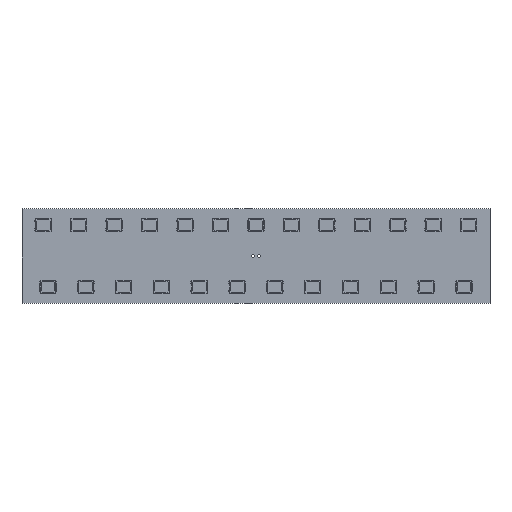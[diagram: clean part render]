
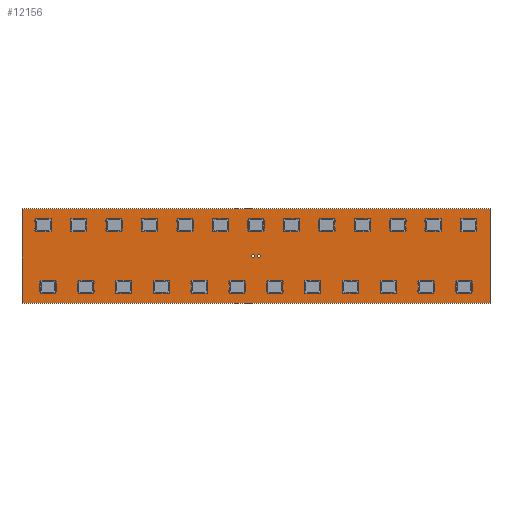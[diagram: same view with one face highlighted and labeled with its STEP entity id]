
A CAD part, top view. The second image highlights one B-rep face of the part: STEP entity #12156.
In plain terms, the highlighted planar face has unit normal (0, 0, 1).
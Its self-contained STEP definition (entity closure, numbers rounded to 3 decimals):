
#11799 = VERTEX_POINT('',#11800);
#11800 = CARTESIAN_POINT('',(155.,-140.,1.6));
#11807 = PLANE('',#11808);
#11808 = AXIS2_PLACEMENT_3D('',#11809,#11810,#11811);
#11809 = CARTESIAN_POINT('',(155.,-140.,0.));
#11810 = DIRECTION('',(1.,0.,-0.));
#11811 = DIRECTION('',(0.,-1.,0.));
#11819 = PLANE('',#11820);
#11820 = AXIS2_PLACEMENT_3D('',#11821,#11822,#11823);
#11821 = CARTESIAN_POINT('',(56.,-140.,0.));
#11822 = DIRECTION('',(0.,1.,0.));
#11823 = DIRECTION('',(1.,0.,0.));
#11831 = EDGE_CURVE('',#11799,#11832,#11834,.T.);
#11832 = VERTEX_POINT('',#11833);
#11833 = CARTESIAN_POINT('',(155.,-160.,1.6));
#11834 = SURFACE_CURVE('',#11835,(#11839,#11846),.PCURVE_S1.);
#11835 = LINE('',#11836,#11837);
#11836 = CARTESIAN_POINT('',(155.,-140.,1.6));
#11837 = VECTOR('',#11838,1.);
#11838 = DIRECTION('',(0.,-1.,0.));
#11839 = PCURVE('',#11807,#11840);
#11840 = DEFINITIONAL_REPRESENTATION('',(#11841),#11845);
#11841 = LINE('',#11842,#11843);
#11842 = CARTESIAN_POINT('',(0.,-1.6));
#11843 = VECTOR('',#11844,1.);
#11844 = DIRECTION('',(1.,0.));
#11845 = ( GEOMETRIC_REPRESENTATION_CONTEXT(2) 
PARAMETRIC_REPRESENTATION_CONTEXT() REPRESENTATION_CONTEXT('2D SPACE',''
  ) );
#11846 = PCURVE('',#11847,#11852);
#11847 = PLANE('',#11848);
#11848 = AXIS2_PLACEMENT_3D('',#11849,#11850,#11851);
#11849 = CARTESIAN_POINT('',(105.5,-150.,1.6));
#11850 = DIRECTION('',(-0.,-0.,-1.));
#11851 = DIRECTION('',(-1.,0.,0.));
#11852 = DEFINITIONAL_REPRESENTATION('',(#11853),#11857);
#11853 = LINE('',#11854,#11855);
#11854 = CARTESIAN_POINT('',(-49.5,10.));
#11855 = VECTOR('',#11856,1.);
#11856 = DIRECTION('',(0.,-1.));
#11857 = ( GEOMETRIC_REPRESENTATION_CONTEXT(2) 
PARAMETRIC_REPRESENTATION_CONTEXT() REPRESENTATION_CONTEXT('2D SPACE',''
  ) );
#11875 = PLANE('',#11876);
#11876 = AXIS2_PLACEMENT_3D('',#11877,#11878,#11879);
#11877 = CARTESIAN_POINT('',(155.,-160.,0.));
#11878 = DIRECTION('',(0.,-1.,0.));
#11879 = DIRECTION('',(-1.,0.,0.));
#11919 = VERTEX_POINT('',#11920);
#11920 = CARTESIAN_POINT('',(56.,-140.,1.6));
#11934 = PLANE('',#11935);
#11935 = AXIS2_PLACEMENT_3D('',#11936,#11937,#11938);
#11936 = CARTESIAN_POINT('',(56.,-160.,0.));
#11937 = DIRECTION('',(-1.,0.,0.));
#11938 = DIRECTION('',(0.,1.,0.));
#11946 = EDGE_CURVE('',#11919,#11799,#11947,.T.);
#11947 = SURFACE_CURVE('',#11948,(#11952,#11959),.PCURVE_S1.);
#11948 = LINE('',#11949,#11950);
#11949 = CARTESIAN_POINT('',(56.,-140.,1.6));
#11950 = VECTOR('',#11951,1.);
#11951 = DIRECTION('',(1.,0.,0.));
#11952 = PCURVE('',#11819,#11953);
#11953 = DEFINITIONAL_REPRESENTATION('',(#11954),#11958);
#11954 = LINE('',#11955,#11956);
#11955 = CARTESIAN_POINT('',(0.,-1.6));
#11956 = VECTOR('',#11957,1.);
#11957 = DIRECTION('',(1.,0.));
#11958 = ( GEOMETRIC_REPRESENTATION_CONTEXT(2) 
PARAMETRIC_REPRESENTATION_CONTEXT() REPRESENTATION_CONTEXT('2D SPACE',''
  ) );
#11959 = PCURVE('',#11847,#11960);
#11960 = DEFINITIONAL_REPRESENTATION('',(#11961),#11965);
#11961 = LINE('',#11962,#11963);
#11962 = CARTESIAN_POINT('',(49.5,10.));
#11963 = VECTOR('',#11964,1.);
#11964 = DIRECTION('',(-1.,0.));
#11965 = ( GEOMETRIC_REPRESENTATION_CONTEXT(2) 
PARAMETRIC_REPRESENTATION_CONTEXT() REPRESENTATION_CONTEXT('2D SPACE',''
  ) );
#11993 = EDGE_CURVE('',#11832,#11994,#11996,.T.);
#11994 = VERTEX_POINT('',#11995);
#11995 = CARTESIAN_POINT('',(56.,-160.,1.6));
#11996 = SURFACE_CURVE('',#11997,(#12001,#12008),.PCURVE_S1.);
#11997 = LINE('',#11998,#11999);
#11998 = CARTESIAN_POINT('',(155.,-160.,1.6));
#11999 = VECTOR('',#12000,1.);
#12000 = DIRECTION('',(-1.,0.,0.));
#12001 = PCURVE('',#11875,#12002);
#12002 = DEFINITIONAL_REPRESENTATION('',(#12003),#12007);
#12003 = LINE('',#12004,#12005);
#12004 = CARTESIAN_POINT('',(0.,-1.6));
#12005 = VECTOR('',#12006,1.);
#12006 = DIRECTION('',(1.,0.));
#12007 = ( GEOMETRIC_REPRESENTATION_CONTEXT(2) 
PARAMETRIC_REPRESENTATION_CONTEXT() REPRESENTATION_CONTEXT('2D SPACE',''
  ) );
#12008 = PCURVE('',#11847,#12009);
#12009 = DEFINITIONAL_REPRESENTATION('',(#12010),#12014);
#12010 = LINE('',#12011,#12012);
#12011 = CARTESIAN_POINT('',(-49.5,-10.));
#12012 = VECTOR('',#12013,1.);
#12013 = DIRECTION('',(1.,0.));
#12014 = ( GEOMETRIC_REPRESENTATION_CONTEXT(2) 
PARAMETRIC_REPRESENTATION_CONTEXT() REPRESENTATION_CONTEXT('2D SPACE',''
  ) );
#12110 = CYLINDRICAL_SURFACE('',#12111,0.3);
#12111 = AXIS2_PLACEMENT_3D('',#12112,#12113,#12114);
#12112 = CARTESIAN_POINT('',(106.135,-150.,-0.8));
#12113 = DIRECTION('',(0.,0.,1.));
#12114 = DIRECTION('',(1.,0.,-0.));
#12145 = CYLINDRICAL_SURFACE('',#12146,0.3);
#12146 = AXIS2_PLACEMENT_3D('',#12147,#12148,#12149);
#12147 = CARTESIAN_POINT('',(104.865,-150.,-0.8));
#12148 = DIRECTION('',(0.,0.,1.));
#12149 = DIRECTION('',(1.,0.,-0.));
#12156 = ADVANCED_FACE('',(#12157,#12183,#12213),#11847,.F.);
#12157 = FACE_BOUND('',#12158,.F.);
#12158 = EDGE_LOOP('',(#12159,#12160,#12161,#12182));
#12159 = ORIENTED_EDGE('',*,*,#11831,.T.);
#12160 = ORIENTED_EDGE('',*,*,#11993,.T.);
#12161 = ORIENTED_EDGE('',*,*,#12162,.T.);
#12162 = EDGE_CURVE('',#11994,#11919,#12163,.T.);
#12163 = SURFACE_CURVE('',#12164,(#12168,#12175),.PCURVE_S1.);
#12164 = LINE('',#12165,#12166);
#12165 = CARTESIAN_POINT('',(56.,-160.,1.6));
#12166 = VECTOR('',#12167,1.);
#12167 = DIRECTION('',(0.,1.,0.));
#12168 = PCURVE('',#11847,#12169);
#12169 = DEFINITIONAL_REPRESENTATION('',(#12170),#12174);
#12170 = LINE('',#12171,#12172);
#12171 = CARTESIAN_POINT('',(49.5,-10.));
#12172 = VECTOR('',#12173,1.);
#12173 = DIRECTION('',(0.,1.));
#12174 = ( GEOMETRIC_REPRESENTATION_CONTEXT(2) 
PARAMETRIC_REPRESENTATION_CONTEXT() REPRESENTATION_CONTEXT('2D SPACE',''
  ) );
#12175 = PCURVE('',#11934,#12176);
#12176 = DEFINITIONAL_REPRESENTATION('',(#12177),#12181);
#12177 = LINE('',#12178,#12179);
#12178 = CARTESIAN_POINT('',(0.,-1.6));
#12179 = VECTOR('',#12180,1.);
#12180 = DIRECTION('',(1.,0.));
#12181 = ( GEOMETRIC_REPRESENTATION_CONTEXT(2) 
PARAMETRIC_REPRESENTATION_CONTEXT() REPRESENTATION_CONTEXT('2D SPACE',''
  ) );
#12182 = ORIENTED_EDGE('',*,*,#11946,.T.);
#12183 = FACE_BOUND('',#12184,.F.);
#12184 = EDGE_LOOP('',(#12185));
#12185 = ORIENTED_EDGE('',*,*,#12186,.T.);
#12186 = EDGE_CURVE('',#12187,#12187,#12189,.T.);
#12187 = VERTEX_POINT('',#12188);
#12188 = CARTESIAN_POINT('',(106.435,-150.,1.6));
#12189 = SURFACE_CURVE('',#12190,(#12195,#12206),.PCURVE_S1.);
#12190 = CIRCLE('',#12191,0.3);
#12191 = AXIS2_PLACEMENT_3D('',#12192,#12193,#12194);
#12192 = CARTESIAN_POINT('',(106.135,-150.,1.6));
#12193 = DIRECTION('',(0.,0.,1.));
#12194 = DIRECTION('',(1.,0.,-0.));
#12195 = PCURVE('',#11847,#12196);
#12196 = DEFINITIONAL_REPRESENTATION('',(#12197),#12205);
#12197 = ( BOUNDED_CURVE() B_SPLINE_CURVE(2,(#12198,#12199,#12200,#12201
    ,#12202,#12203,#12204),.UNSPECIFIED.,.T.,.F.) 
B_SPLINE_CURVE_WITH_KNOTS((1,2,2,2,2,1),(-2.094,0.,
    2.094,4.189,6.283,8.378),
.UNSPECIFIED.) CURVE() GEOMETRIC_REPRESENTATION_ITEM() 
RATIONAL_B_SPLINE_CURVE((1.,0.5,1.,0.5,1.,0.5,1.)) REPRESENTATION_ITEM(
  '') );
#12198 = CARTESIAN_POINT('',(-0.935,0.));
#12199 = CARTESIAN_POINT('',(-0.935,0.52));
#12200 = CARTESIAN_POINT('',(-0.485,0.26));
#12201 = CARTESIAN_POINT('',(-0.035,0.));
#12202 = CARTESIAN_POINT('',(-0.485,-0.26));
#12203 = CARTESIAN_POINT('',(-0.935,-0.52));
#12204 = CARTESIAN_POINT('',(-0.935,0.));
#12205 = ( GEOMETRIC_REPRESENTATION_CONTEXT(2) 
PARAMETRIC_REPRESENTATION_CONTEXT() REPRESENTATION_CONTEXT('2D SPACE',''
  ) );
#12206 = PCURVE('',#12110,#12207);
#12207 = DEFINITIONAL_REPRESENTATION('',(#12208),#12212);
#12208 = LINE('',#12209,#12210);
#12209 = CARTESIAN_POINT('',(0.,2.4));
#12210 = VECTOR('',#12211,1.);
#12211 = DIRECTION('',(1.,0.));
#12212 = ( GEOMETRIC_REPRESENTATION_CONTEXT(2) 
PARAMETRIC_REPRESENTATION_CONTEXT() REPRESENTATION_CONTEXT('2D SPACE',''
  ) );
#12213 = FACE_BOUND('',#12214,.F.);
#12214 = EDGE_LOOP('',(#12215));
#12215 = ORIENTED_EDGE('',*,*,#12216,.T.);
#12216 = EDGE_CURVE('',#12217,#12217,#12219,.T.);
#12217 = VERTEX_POINT('',#12218);
#12218 = CARTESIAN_POINT('',(105.165,-150.,1.6));
#12219 = SURFACE_CURVE('',#12220,(#12225,#12236),.PCURVE_S1.);
#12220 = CIRCLE('',#12221,0.3);
#12221 = AXIS2_PLACEMENT_3D('',#12222,#12223,#12224);
#12222 = CARTESIAN_POINT('',(104.865,-150.,1.6));
#12223 = DIRECTION('',(0.,0.,1.));
#12224 = DIRECTION('',(1.,0.,-0.));
#12225 = PCURVE('',#11847,#12226);
#12226 = DEFINITIONAL_REPRESENTATION('',(#12227),#12235);
#12227 = ( BOUNDED_CURVE() B_SPLINE_CURVE(2,(#12228,#12229,#12230,#12231
    ,#12232,#12233,#12234),.UNSPECIFIED.,.T.,.F.) 
B_SPLINE_CURVE_WITH_KNOTS((1,2,2,2,2,1),(-2.094,0.,
    2.094,4.189,6.283,8.378),
.UNSPECIFIED.) CURVE() GEOMETRIC_REPRESENTATION_ITEM() 
RATIONAL_B_SPLINE_CURVE((1.,0.5,1.,0.5,1.,0.5,1.)) REPRESENTATION_ITEM(
  '') );
#12228 = CARTESIAN_POINT('',(0.335,0.));
#12229 = CARTESIAN_POINT('',(0.335,0.52));
#12230 = CARTESIAN_POINT('',(0.785,0.26));
#12231 = CARTESIAN_POINT('',(1.235,0.));
#12232 = CARTESIAN_POINT('',(0.785,-0.26));
#12233 = CARTESIAN_POINT('',(0.335,-0.52));
#12234 = CARTESIAN_POINT('',(0.335,0.));
#12235 = ( GEOMETRIC_REPRESENTATION_CONTEXT(2) 
PARAMETRIC_REPRESENTATION_CONTEXT() REPRESENTATION_CONTEXT('2D SPACE',''
  ) );
#12236 = PCURVE('',#12145,#12237);
#12237 = DEFINITIONAL_REPRESENTATION('',(#12238),#12242);
#12238 = LINE('',#12239,#12240);
#12239 = CARTESIAN_POINT('',(0.,2.4));
#12240 = VECTOR('',#12241,1.);
#12241 = DIRECTION('',(1.,0.));
#12242 = ( GEOMETRIC_REPRESENTATION_CONTEXT(2) 
PARAMETRIC_REPRESENTATION_CONTEXT() REPRESENTATION_CONTEXT('2D SPACE',''
  ) );
